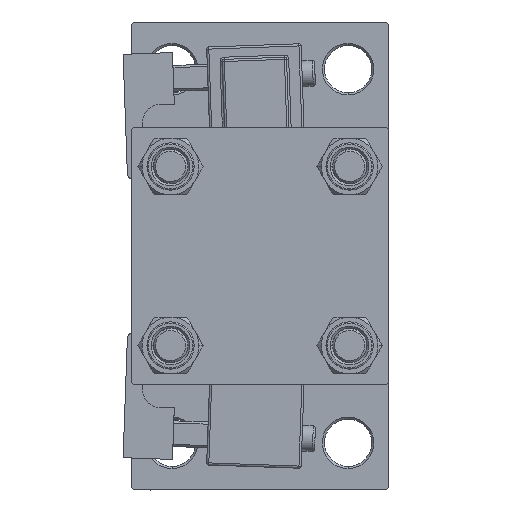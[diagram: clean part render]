
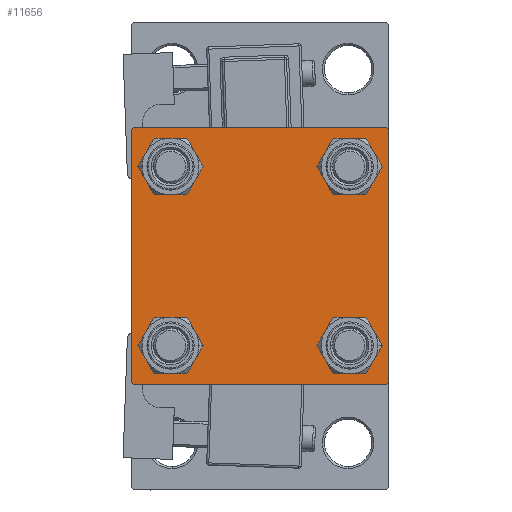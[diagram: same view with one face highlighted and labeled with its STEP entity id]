
A CAD part, left-side view. The second image highlights one B-rep face of the part: STEP entity #11656.
In plain terms, the highlighted planar face has unit normal (-1, 0, 0).
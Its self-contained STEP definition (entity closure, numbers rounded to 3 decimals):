
#750 = CARTESIAN_POINT ( 'NONE',  ( 0., 20.85, -20.85 ) ) ;
#798 = VERTEX_POINT ( 'NONE', #30421 ) ;
#1854 = EDGE_CURVE ( 'NONE', #37932, #27151, #20697, .T. ) ;
#1890 = LINE ( 'NONE', #12727, #16828 ) ;
#1995 = CARTESIAN_POINT ( 'NONE',  ( 0., -29.75, -29.75 ) ) ;
#2759 = DIRECTION ( 'NONE',  ( 1., 0., 0. ) ) ;
#3307 = FACE_BOUND ( 'NONE', #48416, .T. ) ;
#3587 = ORIENTED_EDGE ( 'NONE', *, *, #27802, .T. ) ;
#3628 = LINE ( 'NONE', #42367, #33014 ) ;
#5179 = EDGE_CURVE ( 'NONE', #31469, #18139, #1890, .T. ) ;
#6018 = AXIS2_PLACEMENT_3D ( 'NONE', #20568, #30907, #31890 ) ;
#7040 = VERTEX_POINT ( 'NONE', #44812 ) ;
#7293 = ORIENTED_EDGE ( 'NONE', *, *, #20139, .F. ) ;
#7841 = EDGE_LOOP ( 'NONE', ( #26278, #32379 ) ) ;
#8202 = CARTESIAN_POINT ( 'NONE',  ( 0., 30., 30. ) ) ;
#8491 = CARTESIAN_POINT ( 'NONE',  ( 0., -30., 29.5 ) ) ;
#8542 = DIRECTION ( 'NONE',  ( 0., 0., 1. ) ) ;
#8571 = VERTEX_POINT ( 'NONE', #20208 ) ;
#8703 = CARTESIAN_POINT ( 'NONE',  ( 0., -20.85, -20.85 ) ) ;
#8824 = EDGE_LOOP ( 'NONE', ( #13725, #30018 ) ) ;
#8957 = EDGE_CURVE ( 'NONE', #26799, #7040, #21777, .T. ) ;
#9457 = DIRECTION ( 'NONE',  ( 0., 0., 1. ) ) ;
#10277 = CARTESIAN_POINT ( 'NONE',  ( 0., -20.85, -25.35 ) ) ;
#11324 = ORIENTED_EDGE ( 'NONE', *, *, #38326, .T. ) ;
#11656 = ADVANCED_FACE ( 'NONE', ( #29470, #44811, #3307, #45066, #37769 ), #37272, .T. ) ;
#11909 = EDGE_CURVE ( 'NONE', #24541, #46254, #12741, .T. ) ;
#12727 = CARTESIAN_POINT ( 'NONE',  ( 0., 29.75, 29.75 ) ) ;
#12741 = CIRCLE ( 'NONE', #40054, 4.5 ) ;
#13089 = CARTESIAN_POINT ( 'NONE',  ( 0., -20.85, -20.85 ) ) ;
#13289 = CIRCLE ( 'NONE', #6018, 4.5 ) ;
#13725 = ORIENTED_EDGE ( 'NONE', *, *, #8957, .T. ) ;
#14146 = CARTESIAN_POINT ( 'NONE',  ( 0., 0., 0. ) ) ;
#14340 = DIRECTION ( 'NONE',  ( 0., 0., 1. ) ) ;
#14836 = AXIS2_PLACEMENT_3D ( 'NONE', #750, #38991, #8542 ) ;
#14974 = AXIS2_PLACEMENT_3D ( 'NONE', #38622, #15748, #46402 ) ;
#14988 = ORIENTED_EDGE ( 'NONE', *, *, #11909, .T. ) ;
#15486 = ORIENTED_EDGE ( 'NONE', *, *, #23891, .T. ) ;
#15748 = DIRECTION ( 'NONE',  ( 1., 0., 0. ) ) ;
#15961 = DIRECTION ( 'NONE',  ( 1., 0., 0. ) ) ;
#16828 = VECTOR ( 'NONE', #24774, 1000. ) ;
#17106 = CARTESIAN_POINT ( 'NONE',  ( 0., 30., 30. ) ) ;
#17352 = EDGE_CURVE ( 'NONE', #36356, #28871, #3628, .T. ) ;
#17410 = CARTESIAN_POINT ( 'NONE',  ( 0., 29.5, 30. ) ) ;
#17488 = EDGE_LOOP ( 'NONE', ( #15486, #49106, #47531, #33171, #18268, #23253, #7293, #40119 ) ) ;
#17754 = CARTESIAN_POINT ( 'NONE',  ( 0., -30., 30. ) ) ;
#18009 = DIRECTION ( 'NONE',  ( 0., 0., -1. ) ) ;
#18139 = VERTEX_POINT ( 'NONE', #25002 ) ;
#18268 = ORIENTED_EDGE ( 'NONE', *, *, #46393, .F. ) ;
#19539 = CARTESIAN_POINT ( 'NONE',  ( 0., 20.85, 20.85 ) ) ;
#20135 = DIRECTION ( 'NONE',  ( 1., 0., 0. ) ) ;
#20139 = EDGE_CURVE ( 'NONE', #31469, #41769, #46180, .T. ) ;
#20208 = CARTESIAN_POINT ( 'NONE',  ( 0., 20.85, 25.35 ) ) ;
#20568 = CARTESIAN_POINT ( 'NONE',  ( 0., 20.85, 20.85 ) ) ;
#20635 = DIRECTION ( 'NONE',  ( 0., 0., 1. ) ) ;
#20697 = CIRCLE ( 'NONE', #22446, 4.5 ) ;
#21665 = EDGE_CURVE ( 'NONE', #28871, #798, #27238, .T. ) ;
#21777 = CIRCLE ( 'NONE', #28978, 4.5 ) ;
#22188 = DIRECTION ( 'NONE',  ( 0., 0., 1. ) ) ;
#22446 = AXIS2_PLACEMENT_3D ( 'NONE', #8703, #39160, #34638 ) ;
#22629 = CARTESIAN_POINT ( 'NONE',  ( 0., -29.75, 29.75 ) ) ;
#22638 = AXIS2_PLACEMENT_3D ( 'NONE', #13089, #15961, #20635 ) ;
#22871 = EDGE_CURVE ( 'NONE', #28849, #8571, #28273, .T. ) ;
#23124 = DIRECTION ( 'NONE',  ( 0., 0.707, 0.707 ) ) ;
#23253 = ORIENTED_EDGE ( 'NONE', *, *, #37654, .T. ) ;
#23397 = EDGE_LOOP ( 'NONE', ( #34634, #11324 ) ) ;
#23792 = CIRCLE ( 'NONE', #14974, 4.5 ) ;
#23891 = EDGE_CURVE ( 'NONE', #18139, #25424, #36218, .T. ) ;
#23993 = CARTESIAN_POINT ( 'NONE',  ( 0., -29.5, 30. ) ) ;
#24541 = VERTEX_POINT ( 'NONE', #40056 ) ;
#24774 = DIRECTION ( 'NONE',  ( 0., 0.707, -0.707 ) ) ;
#24815 = CARTESIAN_POINT ( 'NONE',  ( 0., -20.85, 20.85 ) ) ;
#25002 = CARTESIAN_POINT ( 'NONE',  ( 0., 30., 29.5 ) ) ;
#25085 = LINE ( 'NONE', #48451, #31427 ) ;
#25245 = CIRCLE ( 'NONE', #14836, 4.5 ) ;
#25424 = VERTEX_POINT ( 'NONE', #38601 ) ;
#25435 = CARTESIAN_POINT ( 'NONE',  ( 0., 20.85, 16.35 ) ) ;
#26278 = ORIENTED_EDGE ( 'NONE', *, *, #49253, .T. ) ;
#26799 = VERTEX_POINT ( 'NONE', #34224 ) ;
#26823 = DIRECTION ( 'NONE',  ( 0., -1., 0. ) ) ;
#27151 = VERTEX_POINT ( 'NONE', #10277 ) ;
#27238 = LINE ( 'NONE', #1995, #45125 ) ;
#27802 = EDGE_CURVE ( 'NONE', #46254, #24541, #25245, .T. ) ;
#28273 = CIRCLE ( 'NONE', #38742, 4.5 ) ;
#28660 = CARTESIAN_POINT ( 'NONE',  ( 0., 20.85, -20.85 ) ) ;
#28849 = VERTEX_POINT ( 'NONE', #25435 ) ;
#28858 = DIRECTION ( 'NONE',  ( 0., -0.707, -0.707 ) ) ;
#28871 = VERTEX_POINT ( 'NONE', #32731 ) ;
#28978 = AXIS2_PLACEMENT_3D ( 'NONE', #24815, #39413, #9457 ) ;
#29470 = FACE_BOUND ( 'NONE', #8824, .T. ) ;
#30018 = ORIENTED_EDGE ( 'NONE', *, *, #35016, .T. ) ;
#30042 = DIRECTION ( 'NONE',  ( 0., -1., 0. ) ) ;
#30421 = CARTESIAN_POINT ( 'NONE',  ( 0., -30., -29.5 ) ) ;
#30907 = DIRECTION ( 'NONE',  ( 1., 0., 0. ) ) ;
#31427 = VECTOR ( 'NONE', #28858, 1000. ) ;
#31469 = VERTEX_POINT ( 'NONE', #17410 ) ;
#31890 = DIRECTION ( 'NONE',  ( 0., 0., 1. ) ) ;
#32379 = ORIENTED_EDGE ( 'NONE', *, *, #22871, .T. ) ;
#32731 = CARTESIAN_POINT ( 'NONE',  ( 0., -29.5, -30. ) ) ;
#33014 = VECTOR ( 'NONE', #30042, 1000. ) ;
#33171 = ORIENTED_EDGE ( 'NONE', *, *, #21665, .T. ) ;
#34224 = CARTESIAN_POINT ( 'NONE',  ( 0., -20.85, 25.35 ) ) ;
#34634 = ORIENTED_EDGE ( 'NONE', *, *, #1854, .T. ) ;
#34638 = DIRECTION ( 'NONE',  ( 0., 0., 1. ) ) ;
#34882 = CARTESIAN_POINT ( 'NONE',  ( 0., -20.85, -16.35 ) ) ;
#35016 = EDGE_CURVE ( 'NONE', #7040, #26799, #23792, .T. ) ;
#35050 = DIRECTION ( 'NONE',  ( 0., -0.707, 0.707 ) ) ;
#35891 = VERTEX_POINT ( 'NONE', #8491 ) ;
#36218 = LINE ( 'NONE', #17106, #47564 ) ;
#36295 = CIRCLE ( 'NONE', #22638, 4.5 ) ;
#36356 = VERTEX_POINT ( 'NONE', #43264 ) ;
#36856 = LINE ( 'NONE', #17754, #44590 ) ;
#37272 = PLANE ( 'NONE',  #37667 ) ;
#37654 = EDGE_CURVE ( 'NONE', #35891, #41769, #41746, .T. ) ;
#37667 = AXIS2_PLACEMENT_3D ( 'NONE', #14146, #48824, #22188 ) ;
#37769 = FACE_OUTER_BOUND ( 'NONE', #17488, .T. ) ;
#37793 = EDGE_CURVE ( 'NONE', #25424, #36356, #25085, .T. ) ;
#37932 = VERTEX_POINT ( 'NONE', #34882 ) ;
#38326 = EDGE_CURVE ( 'NONE', #27151, #37932, #36295, .T. ) ;
#38601 = CARTESIAN_POINT ( 'NONE',  ( 0., 30., -29.5 ) ) ;
#38622 = CARTESIAN_POINT ( 'NONE',  ( 0., -20.85, 20.85 ) ) ;
#38742 = AXIS2_PLACEMENT_3D ( 'NONE', #19539, #2759, #14340 ) ;
#38991 = DIRECTION ( 'NONE',  ( 1., 0., 0. ) ) ;
#39160 = DIRECTION ( 'NONE',  ( 1., 0., 0. ) ) ;
#39413 = DIRECTION ( 'NONE',  ( 1., 0., 0. ) ) ;
#40054 = AXIS2_PLACEMENT_3D ( 'NONE', #28660, #20135, #43755 ) ;
#40056 = CARTESIAN_POINT ( 'NONE',  ( 0., 20.85, -25.35 ) ) ;
#40119 = ORIENTED_EDGE ( 'NONE', *, *, #5179, .T. ) ;
#41746 = LINE ( 'NONE', #22629, #49082 ) ;
#41769 = VERTEX_POINT ( 'NONE', #23993 ) ;
#42367 = CARTESIAN_POINT ( 'NONE',  ( 0., 30., -30. ) ) ;
#43182 = CARTESIAN_POINT ( 'NONE',  ( 0., 20.85, -16.35 ) ) ;
#43264 = CARTESIAN_POINT ( 'NONE',  ( 0., 29.5, -30. ) ) ;
#43431 = VECTOR ( 'NONE', #26823, 1000. ) ;
#43755 = DIRECTION ( 'NONE',  ( 0., 0., 1. ) ) ;
#44590 = VECTOR ( 'NONE', #18009, 1000. ) ;
#44811 = FACE_BOUND ( 'NONE', #23397, .T. ) ;
#44812 = CARTESIAN_POINT ( 'NONE',  ( 0., -20.85, 16.35 ) ) ;
#45066 = FACE_BOUND ( 'NONE', #7841, .T. ) ;
#45125 = VECTOR ( 'NONE', #35050, 1000. ) ;
#46180 = LINE ( 'NONE', #8202, #43431 ) ;
#46254 = VERTEX_POINT ( 'NONE', #43182 ) ;
#46393 = EDGE_CURVE ( 'NONE', #35891, #798, #36856, .T. ) ;
#46402 = DIRECTION ( 'NONE',  ( 0., 0., 1. ) ) ;
#47531 = ORIENTED_EDGE ( 'NONE', *, *, #17352, .T. ) ;
#47564 = VECTOR ( 'NONE', #47771, 1000. ) ;
#47771 = DIRECTION ( 'NONE',  ( 0., 0., -1. ) ) ;
#48416 = EDGE_LOOP ( 'NONE', ( #3587, #14988 ) ) ;
#48451 = CARTESIAN_POINT ( 'NONE',  ( 0., 29.75, -29.75 ) ) ;
#48824 = DIRECTION ( 'NONE',  ( -1., 0., 0. ) ) ;
#49082 = VECTOR ( 'NONE', #23124, 1000. ) ;
#49106 = ORIENTED_EDGE ( 'NONE', *, *, #37793, .T. ) ;
#49253 = EDGE_CURVE ( 'NONE', #8571, #28849, #13289, .T. ) ;
